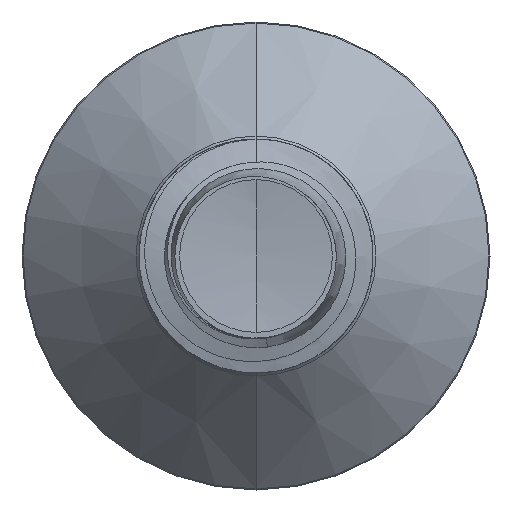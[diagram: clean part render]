
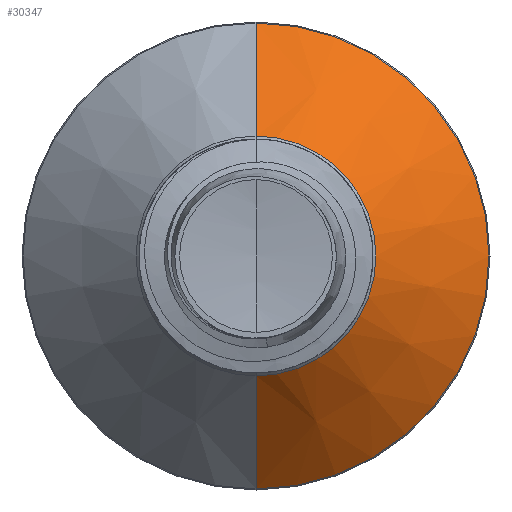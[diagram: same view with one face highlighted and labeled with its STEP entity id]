
A CAD part, front view. The second image highlights one B-rep face of the part: STEP entity #30347.
In plain terms, the highlighted conical face has half-angle 45 degrees and reference radius 2.563 mm.
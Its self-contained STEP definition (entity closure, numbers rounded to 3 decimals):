
#773 = AXIS2_PLACEMENT_3D ( 'NONE', #9097, #27532, #11790 ) ;
#2546 = DIRECTION ( 'NONE',  ( 0., 0.707, 0.707 ) ) ;
#3208 = DIRECTION ( 'NONE',  ( 0., 1., 0. ) ) ;
#4499 = CARTESIAN_POINT ( 'NONE',  ( 0., 14.313, 2.563 ) ) ;
#5277 = CARTESIAN_POINT ( 'NONE',  ( 0., 14.313, 2.563 ) ) ;
#6361 = CONICAL_SURFACE ( 'NONE', #22983, 2.563, 0.785 ) ;
#6685 = CARTESIAN_POINT ( 'NONE',  ( 0., 14.313, -2.563 ) ) ;
#7085 = DIRECTION ( 'NONE',  ( 0., 1., 0. ) ) ;
#9097 = CARTESIAN_POINT ( 'NONE',  ( 0., 16.728, 0. ) ) ;
#9267 = VECTOR ( 'NONE', #2546, 1000. ) ;
#9737 = EDGE_CURVE ( 'NONE', #30444, #20994, #25825, .T. ) ;
#9865 = VERTEX_POINT ( 'NONE', #11189 ) ;
#11189 = CARTESIAN_POINT ( 'NONE',  ( 0., 16.728, 4.978 ) ) ;
#11423 = LINE ( 'NONE', #6685, #17655 ) ;
#11790 = DIRECTION ( 'NONE',  ( 0., 0., 1. ) ) ;
#11950 = ORIENTED_EDGE ( 'NONE', *, *, #13919, .T. ) ;
#12096 = CARTESIAN_POINT ( 'NONE',  ( 0., 14.313, -2.563 ) ) ;
#13487 = CIRCLE ( 'NONE', #773, 4.978 ) ;
#13919 = EDGE_CURVE ( 'NONE', #20994, #22781, #11423, .T. ) ;
#15538 = ORIENTED_EDGE ( 'NONE', *, *, #33330, .F. ) ;
#15587 = CARTESIAN_POINT ( 'NONE',  ( 0., 16.728, -4.978 ) ) ;
#15758 = EDGE_CURVE ( 'NONE', #9865, #22781, #13487, .T. ) ;
#16359 = LINE ( 'NONE', #5277, #9267 ) ;
#17655 = VECTOR ( 'NONE', #32840, 1000. ) ;
#17777 = ORIENTED_EDGE ( 'NONE', *, *, #9737, .T. ) ;
#17803 = DIRECTION ( 'NONE',  ( 0., 0., 1. ) ) ;
#19206 = CARTESIAN_POINT ( 'NONE',  ( 0., 14.313, 0. ) ) ;
#19554 = EDGE_LOOP ( 'NONE', ( #17777, #11950, #28899, #15538 ) ) ;
#20994 = VERTEX_POINT ( 'NONE', #12096 ) ;
#21342 = FACE_OUTER_BOUND ( 'NONE', #19554, .T. ) ;
#21842 = DIRECTION ( 'NONE',  ( 0., 0., 1. ) ) ;
#22429 = AXIS2_PLACEMENT_3D ( 'NONE', #19206, #3208, #21842 ) ;
#22781 = VERTEX_POINT ( 'NONE', #15587 ) ;
#22983 = AXIS2_PLACEMENT_3D ( 'NONE', #33334, #7085, #17803 ) ;
#25825 = CIRCLE ( 'NONE', #22429, 2.563 ) ;
#27532 = DIRECTION ( 'NONE',  ( 0., 1., 0. ) ) ;
#28899 = ORIENTED_EDGE ( 'NONE', *, *, #15758, .F. ) ;
#30347 = ADVANCED_FACE ( 'NONE', ( #21342 ), #6361, .T. ) ;
#30444 = VERTEX_POINT ( 'NONE', #4499 ) ;
#32840 = DIRECTION ( 'NONE',  ( 0., 0.707, -0.707 ) ) ;
#33330 = EDGE_CURVE ( 'NONE', #30444, #9865, #16359, .T. ) ;
#33334 = CARTESIAN_POINT ( 'NONE',  ( 0., 14.313, 0. ) ) ;
